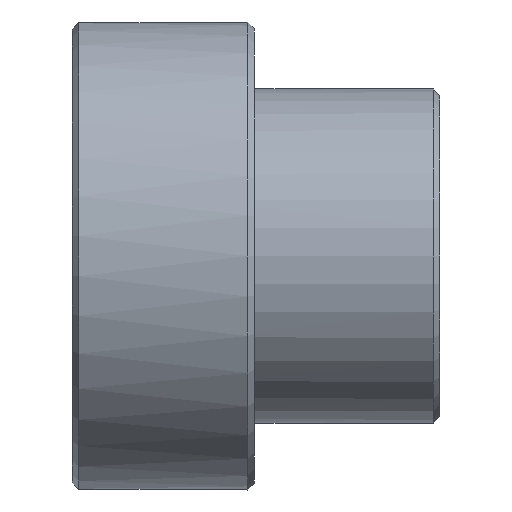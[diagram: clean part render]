
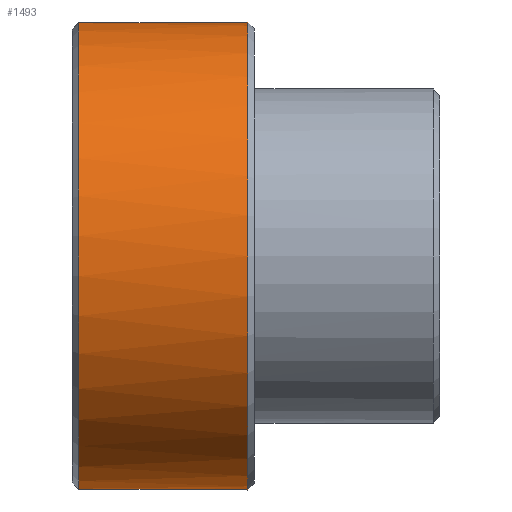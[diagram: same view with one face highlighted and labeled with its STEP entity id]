
A CAD part, left-side view. The second image highlights one B-rep face of the part: STEP entity #1493.
In plain terms, the highlighted cylindrical face has radius 14 mm (diameter 28 mm), a full revolution.
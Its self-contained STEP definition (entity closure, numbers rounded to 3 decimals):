
#44=ELLIPSE('',#1609,19.799,14.);
#45=ELLIPSE('',#1611,19.799,14.);
#59=CYLINDRICAL_SURFACE('',#1607,14.);
#158=FACE_OUTER_BOUND('',#251,.T.);
#251=EDGE_LOOP('',(#1115,#1116,#1117,#1118,#1119,#1120,#1121,#1122,#1123,
#1124));
#376=LINE('',#2320,#505);
#377=LINE('',#2324,#506);
#378=LINE('',#2328,#507);
#505=VECTOR('',#1856,14.);
#506=VECTOR('',#1859,10.);
#507=VECTOR('',#1862,10.);
#612=CIRCLE('',#1604,14.);
#613=CIRCLE('',#1605,14.);
#615=CIRCLE('',#1608,14.);
#616=CIRCLE('',#1610,14.);
#695=VERTEX_POINT('',#2304);
#696=VERTEX_POINT('',#2308);
#697=VERTEX_POINT('',#2310);
#699=VERTEX_POINT('',#2318);
#700=VERTEX_POINT('',#2321);
#701=VERTEX_POINT('',#2323);
#702=VERTEX_POINT('',#2325);
#703=VERTEX_POINT('',#2327);
#850=EDGE_CURVE('',#695,#696,#612,.T.);
#851=EDGE_CURVE('',#696,#697,#613,.T.);
#854=EDGE_CURVE('',#699,#699,#615,.T.);
#855=EDGE_CURVE('',#699,#696,#376,.T.);
#856=EDGE_CURVE('',#700,#695,#44,.T.);
#857=EDGE_CURVE('',#701,#700,#377,.T.);
#858=EDGE_CURVE('',#702,#701,#616,.T.);
#859=EDGE_CURVE('',#702,#703,#378,.T.);
#860=EDGE_CURVE('',#697,#703,#45,.T.);
#1115=ORIENTED_EDGE('',*,*,#854,.F.);
#1116=ORIENTED_EDGE('',*,*,#855,.T.);
#1117=ORIENTED_EDGE('',*,*,#850,.F.);
#1118=ORIENTED_EDGE('',*,*,#856,.F.);
#1119=ORIENTED_EDGE('',*,*,#857,.F.);
#1120=ORIENTED_EDGE('',*,*,#858,.F.);
#1121=ORIENTED_EDGE('',*,*,#859,.T.);
#1122=ORIENTED_EDGE('',*,*,#860,.F.);
#1123=ORIENTED_EDGE('',*,*,#851,.F.);
#1124=ORIENTED_EDGE('',*,*,#855,.F.);
#1493=ADVANCED_FACE('',(#158),#59,.T.);
#1604=AXIS2_PLACEMENT_3D('',#2309,#1846,#1847);
#1605=AXIS2_PLACEMENT_3D('',#2311,#1848,#1849);
#1607=AXIS2_PLACEMENT_3D('',#2317,#1852,#1853);
#1608=AXIS2_PLACEMENT_3D('',#2319,#1854,#1855);
#1609=AXIS2_PLACEMENT_3D('',#2322,#1857,#1858);
#1610=AXIS2_PLACEMENT_3D('',#2326,#1860,#1861);
#1611=AXIS2_PLACEMENT_3D('',#2329,#1863,#1864);
#1846=DIRECTION('center_axis',(0.,1.,0.));
#1847=DIRECTION('ref_axis',(1.,0.,0.));
#1848=DIRECTION('center_axis',(0.,1.,0.));
#1849=DIRECTION('ref_axis',(1.,0.,0.));
#1852=DIRECTION('center_axis',(0.,-1.,0.));
#1853=DIRECTION('ref_axis',(-1.,0.,0.));
#1854=DIRECTION('center_axis',(0.,-1.,0.));
#1855=DIRECTION('ref_axis',(-1.,0.,0.));
#1856=DIRECTION('',(0.,1.,0.));
#1857=DIRECTION('center_axis',(-0.047,0.707,-0.706));
#1858=DIRECTION('ref_axis',(-0.047,-0.707,-0.706));
#1859=DIRECTION('',(0.,-1.,0.));
#1860=DIRECTION('center_axis',(0.,1.,0.));
#1861=DIRECTION('ref_axis',(-1.,0.,0.));
#1862=DIRECTION('',(0.,-1.,0.));
#1863=DIRECTION('center_axis',(-0.047,0.707,0.706));
#1864=DIRECTION('ref_axis',(-0.047,-0.707,0.706));
#2304=CARTESIAN_POINT('',(-106.349,32.2,17.126));
#2308=CARTESIAN_POINT('',(-97.884,32.2,4.267));
#2309=CARTESIAN_POINT('Origin',(-111.884,32.2,4.267));
#2310=CARTESIAN_POINT('',(-106.349,32.2,-8.593));
#2311=CARTESIAN_POINT('Origin',(-111.884,32.2,4.267));
#2317=CARTESIAN_POINT('Origin',(-111.884,40.6,4.267));
#2318=CARTESIAN_POINT('',(-97.884,30.1,4.267));
#2319=CARTESIAN_POINT('Origin',(-111.884,30.1,4.267));
#2320=CARTESIAN_POINT('',(-97.884,40.6,4.267));
#2321=CARTESIAN_POINT('',(-110.95,33.,18.236));
#2322=CARTESIAN_POINT('Origin',(-111.884,19.,4.267));
#2323=CARTESIAN_POINT('',(-110.95,40.2,18.236));
#2324=CARTESIAN_POINT('',(-110.95,40.6,18.236));
#2325=CARTESIAN_POINT('',(-110.95,40.2,-9.702));
#2326=CARTESIAN_POINT('Origin',(-111.884,40.2,4.267));
#2327=CARTESIAN_POINT('',(-110.95,33.,-9.702));
#2328=CARTESIAN_POINT('',(-110.95,40.6,-9.702));
#2329=CARTESIAN_POINT('Origin',(-111.884,19.,4.267));
